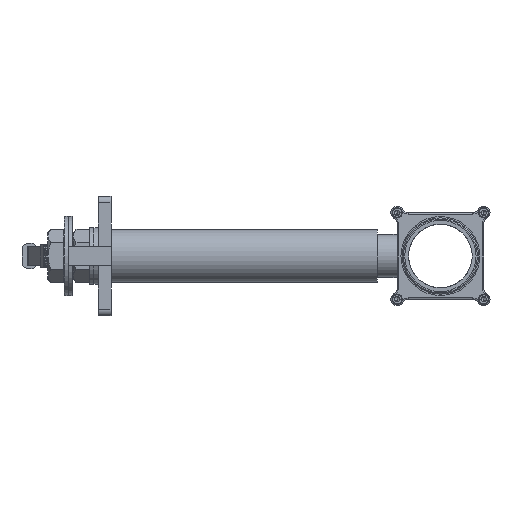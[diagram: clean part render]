
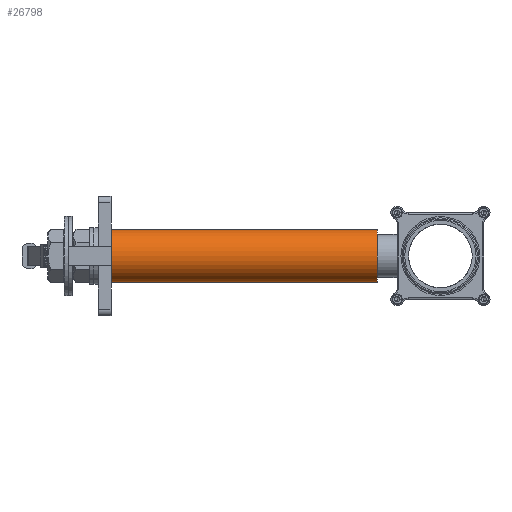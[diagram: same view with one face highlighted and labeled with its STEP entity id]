
A CAD part, left-side view. The second image highlights one B-rep face of the part: STEP entity #26798.
In plain terms, the highlighted cylindrical face has radius 21 mm (diameter 42 mm), a partial arc.
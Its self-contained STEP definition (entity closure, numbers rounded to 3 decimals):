
#1748 = EDGE_CURVE ( 'NONE', #73598, #29560, #68855, .T. ) ;
#2150 = VECTOR ( 'NONE', #7359, 1000. ) ;
#2926 = CARTESIAN_POINT ( 'NONE',  ( 0., 259., -21. ) ) ;
#6284 = CARTESIAN_POINT ( 'NONE',  ( 0., 259., 21. ) ) ;
#6599 = VERTEX_POINT ( 'NONE', #6284 ) ;
#7359 = DIRECTION ( 'NONE',  ( 0., -1., 0. ) ) ;
#7721 = AXIS2_PLACEMENT_3D ( 'NONE', #64277, #51115, #7904 ) ;
#7904 = DIRECTION ( 'NONE',  ( 0., 0., -1. ) ) ;
#19429 = CYLINDRICAL_SURFACE ( 'NONE', #7721, 21. ) ;
#19519 = CARTESIAN_POINT ( 'NONE',  ( 0., 49.67, 0. ) ) ;
#22973 = ORIENTED_EDGE ( 'NONE', *, *, #31222, .T. ) ;
#23996 = ORIENTED_EDGE ( 'NONE', *, *, #32718, .T. ) ;
#24431 = VECTOR ( 'NONE', #33185, 1000. ) ;
#25106 = ORIENTED_EDGE ( 'NONE', *, *, #1748, .F. ) ;
#25616 = CARTESIAN_POINT ( 'NONE',  ( 0., 49.67, 21. ) ) ;
#26798 = ADVANCED_FACE ( 'NONE', ( #77448 ), #19429, .T. ) ;
#27533 = VERTEX_POINT ( 'NONE', #2926 ) ;
#29560 = VERTEX_POINT ( 'NONE', #35275 ) ;
#31077 = AXIS2_PLACEMENT_3D ( 'NONE', #38517, #33565, #71044 ) ;
#31222 = EDGE_CURVE ( 'NONE', #27533, #29560, #75992, .T. ) ;
#32718 = EDGE_CURVE ( 'NONE', #6599, #27533, #50751, .T. ) ;
#33185 = DIRECTION ( 'NONE',  ( 0., -1., 0. ) ) ;
#33565 = DIRECTION ( 'NONE',  ( 0., -1., 0. ) ) ;
#34873 = EDGE_CURVE ( 'NONE', #6599, #73598, #63733, .T. ) ;
#35275 = CARTESIAN_POINT ( 'NONE',  ( 0., 49.67, -21. ) ) ;
#38517 = CARTESIAN_POINT ( 'NONE',  ( 0., 259., 0. ) ) ;
#39269 = DIRECTION ( 'NONE',  ( 0., 0., -1. ) ) ;
#44722 = CARTESIAN_POINT ( 'NONE',  ( 0., 0., -21. ) ) ;
#45857 = DIRECTION ( 'NONE',  ( 0., -1., 0. ) ) ;
#50751 = CIRCLE ( 'NONE', #31077, 21. ) ;
#51115 = DIRECTION ( 'NONE',  ( 0., -1., 0. ) ) ;
#51388 = CARTESIAN_POINT ( 'NONE',  ( 0., 0., 21. ) ) ;
#63733 = LINE ( 'NONE', #51388, #2150 ) ;
#64277 = CARTESIAN_POINT ( 'NONE',  ( 0., 0., 0. ) ) ;
#66200 = AXIS2_PLACEMENT_3D ( 'NONE', #19519, #45857, #39269 ) ;
#68855 = CIRCLE ( 'NONE', #66200, 21. ) ;
#71044 = DIRECTION ( 'NONE',  ( 0., 0., -1. ) ) ;
#73598 = VERTEX_POINT ( 'NONE', #25616 ) ;
#75992 = LINE ( 'NONE', #44722, #24431 ) ;
#77448 = FACE_OUTER_BOUND ( 'NONE', #80575, .T. ) ;
#78465 = ORIENTED_EDGE ( 'NONE', *, *, #34873, .F. ) ;
#80575 = EDGE_LOOP ( 'NONE', ( #78465, #23996, #22973, #25106 ) ) ;
